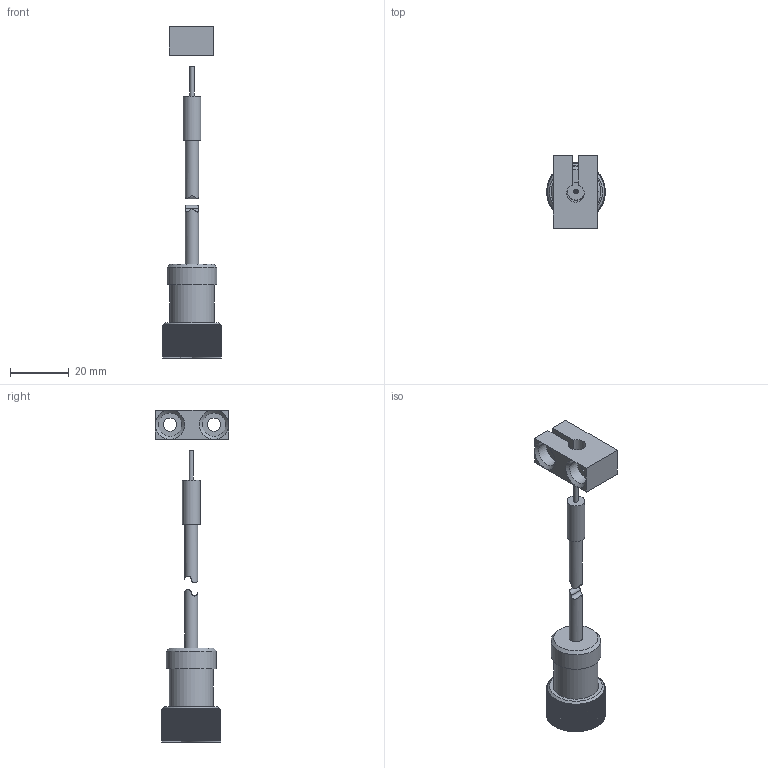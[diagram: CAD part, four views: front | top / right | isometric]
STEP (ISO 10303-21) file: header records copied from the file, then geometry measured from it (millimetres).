
FILE_DESCRIPTION(/* description */ (''),/* implementation_level */ '2;1');
FILE_NAME(/* name */ 'LT150101.stp',/* time_stamp */ '2016-10-06T14:06:20+02:00',/* author */ ('mitarbeiter'),/* organization */ (''),/* preprocessor_version */ 'ST-DEVELOPER v15.2',/* originating_system */ 'Autodesk Inventor 2014',/* authorisation */ '');
FILE_SCHEMA (('AUTOMOTIVE_DESIGN { 1 0 10303 214 3 1 1 }'));
Length unit declared in the file: millimetre
Products named in the file (4): LT030101 Kopf; Optisch-Stecker; Befestigung LT030101; LT150101
Bounding box: 20 x 25 x 113.14 mm (x, y, z)
Volume: 9749.6 mm3; surface area: 7204.4 mm2
Topology: 3 solids, 3 shells, 421 faces, 1198 edges, 796 vertices
Faces by surface type: plane 390, cylinder 24, cone 5, torus 2
Full cylindrical faces by diameter (mm): 0.7 x3, 1.5 x1, 4.45 x2, 4.5 x5, 6 x1, 8 x2, 15 x1, 15.5 x1, 16.5 x1, 17 x2
Entity records: 13873 total; most frequent: CARTESIAN_POINT 2534, DIRECTION 2424, ORIENTED_EDGE 2342, EDGE_CURVE 1171, AXIS2_PLACEMENT_3D 837, VERTEX_POINT 795, LINE 750, VECTOR 750
